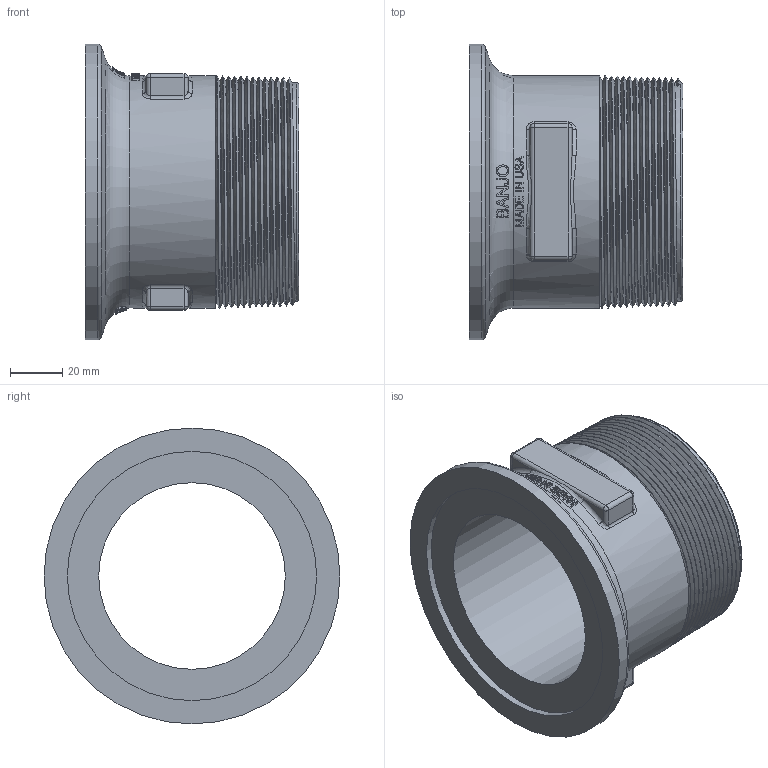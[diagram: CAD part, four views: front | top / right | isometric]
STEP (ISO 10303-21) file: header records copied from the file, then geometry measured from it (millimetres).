
FILE_DESCRIPTION(/* description */ ('300 SERIES MNFLD 3" BSP THD'),/* implementation_level */ '2;1');
FILE_NAME(/* name */ 'M300BSP.stp',/* time_stamp */ '2018-05-16T07:16:44-04:00',/* author */ ('CKA'),/* organization */ (''),/* preprocessor_version */ 'ST-DEVELOPER v16.13',/* originating_system */ 'Autodesk Inventor 2018',/* authorisation */ '');
FILE_SCHEMA (('AUTOMOTIVE_DESIGN { 1 0 10303 214 3 1 1 }'));
Length unit declared in the file: inch
Products named in the file (1): M300BSP
Bounding box: 81.28 x 112.78 x 112.78 mm (x, y, z)
Volume: 196249 mm3; surface area: 59120.9 mm2
Topology: 1 solids, 1 shells, 423 faces, 1100 edges, 714 vertices
Faces by surface type: plane 175, bspline 154, cylinder 37, torus 32, cone 17, sphere 8
Full cylindrical faces by diameter (mm): 71.12 x1, 88.646 x1, 94.996 x1, 112.776 x1
Entity records: 18583 total; most frequent: CARTESIAN_POINT 9309, ORIENTED_EDGE 2096, DIRECTION 1597, EDGE_CURVE 1048, VERTEX_POINT 685, AXIS2_PLACEMENT_3D 604, EDGE_LOOP 457, FACE_OUTER_BOUND 410
